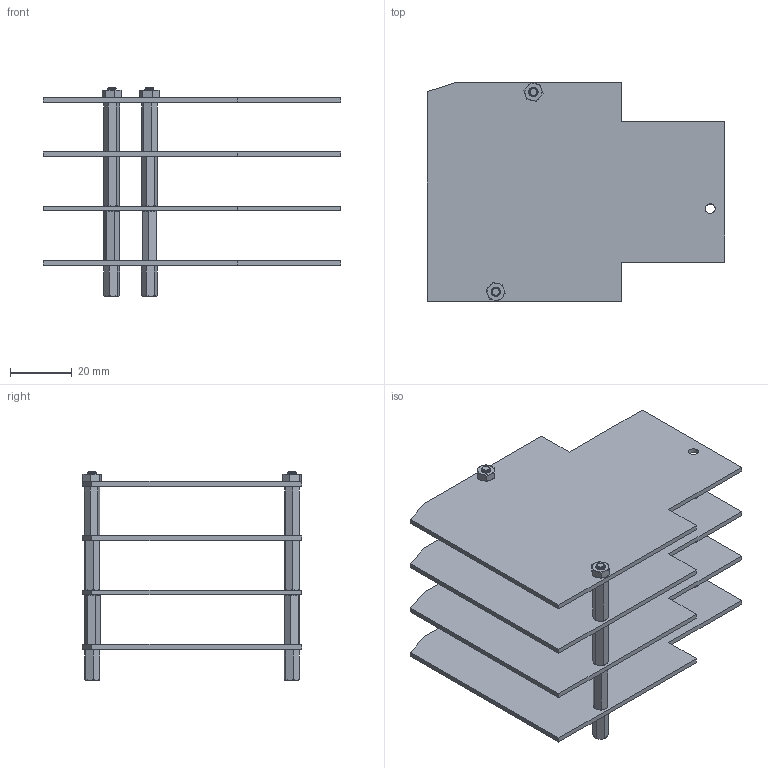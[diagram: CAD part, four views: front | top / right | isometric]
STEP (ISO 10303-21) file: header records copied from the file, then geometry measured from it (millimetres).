
FILE_DESCRIPTION (( 'STEP AP214' ), '1' );
FILE_NAME ('ECL110 Stack-4.STEP', '2019-09-20T18:29:05', ( '' ), ( '' ), 'SwSTEP 2.0', 'SolidWorks 2018', '' );
FILE_SCHEMA (( 'AUTOMOTIVE_DESIGN' ));
Length unit declared in the file: millimetre
Products named in the file (5): M3 Hex Nut 91828A211_91828A211; ECL101 PCB; ECL110 Stack-4; Standoff M3x0.5 x 16mm Alum 98952A114_98952A114; Standoff M3x0.5 x 10mm MF 98952A108_98952A108
Assembly tree (14 placements, depth 2):
  ECL110 Stack-4
    ECL101 PCB  x4
    Standoff M3x0.5 x 10mm MF 98952A108_98952A108  x2
    Standoff M3x0.5 x 16mm Alum 98952A114_98952A114  x6
    M3 Hex Nut 91828A211_91828A211  x2
Bounding box: 96.39 x 70.99 x 67.42 mm (x, y, z)
Volume: 39542.7 mm3; surface area: 53413.1 mm2
Topology: 14 solids, 14 shells, 446 faces, 1046 edges, 644 vertices
Faces by surface type: cone 190, plane 148, cylinder 60, bspline 48
Full cylindrical faces by diameter (mm): 2.345 x8, 2.594 x8, 3 x8, 3.175 x12
Entity records: 9850 total; most frequent: CARTESIAN_POINT 6992, ORIENTED_EDGE 522, DIRECTION 471, EDGE_CURVE 261, AXIS2_PLACEMENT_3D 213, EDGE_LOOP 169, VERTEX_POINT 168, FACE_OUTER_BOUND 144
